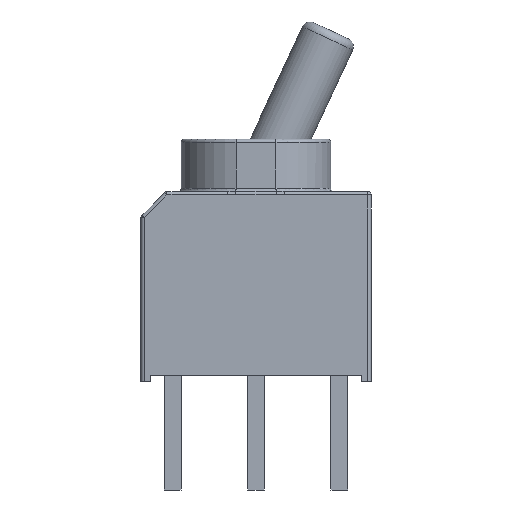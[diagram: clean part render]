
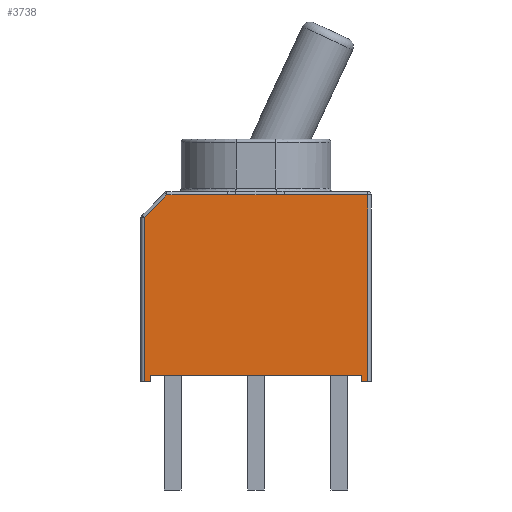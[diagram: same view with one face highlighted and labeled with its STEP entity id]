
A CAD part, left-side view. The second image highlights one B-rep face of the part: STEP entity #3738.
In plain terms, the highlighted planar face has unit normal (-1, 0, 0).
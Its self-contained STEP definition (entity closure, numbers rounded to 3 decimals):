
#1231 = VERTEX_POINT('',#1232);
#1232 = CARTESIAN_POINT('',(-2.25,-3.205,0.3));
#1238 = EDGE_CURVE('',#1231,#1239,#1241,.T.);
#1239 = VERTEX_POINT('',#1240);
#1240 = CARTESIAN_POINT('',(-2.25,3.205,0.3));
#1241 = LINE('',#1242,#1243);
#1242 = CARTESIAN_POINT('',(-2.25,-3.205,0.3));
#1243 = VECTOR('',#1244,1.);
#1244 = DIRECTION('',(0.,1.,0.));
#3644 = EDGE_CURVE('',#3645,#3647,#3649,.T.);
#3645 = VERTEX_POINT('',#3646);
#3646 = CARTESIAN_POINT('',(-2.25,3.405,0.1));
#3647 = VERTEX_POINT('',#3648);
#3648 = CARTESIAN_POINT('',(-2.25,3.205,0.1));
#3649 = LINE('',#3650,#3651);
#3650 = CARTESIAN_POINT('',(-2.25,-3.505,0.1));
#3651 = VECTOR('',#3652,1.);
#3652 = DIRECTION('',(0.,-1.,0.));
#3704 = VERTEX_POINT('',#3705);
#3705 = CARTESIAN_POINT('',(-2.25,-3.405,0.1));
#3712 = EDGE_CURVE('',#3713,#3704,#3715,.T.);
#3713 = VERTEX_POINT('',#3714);
#3714 = CARTESIAN_POINT('',(-2.25,-3.205,0.1));
#3715 = LINE('',#3716,#3717);
#3716 = CARTESIAN_POINT('',(-2.25,-3.505,0.1));
#3717 = VECTOR('',#3718,1.);
#3718 = DIRECTION('',(0.,-1.,0.));
#3738 = ADVANCED_FACE('',(#3739),#3820,.F.);
#3739 = FACE_BOUND('',#3740,.T.);
#3740 = EDGE_LOOP('',(#3741,#3742,#3750,#3758,#3767,#3775,#3784,#3792,
    #3800,#3806,#3807,#3813,#3814));
#3741 = ORIENTED_EDGE('',*,*,#3712,.T.);
#3742 = ORIENTED_EDGE('',*,*,#3743,.T.);
#3743 = EDGE_CURVE('',#3704,#3744,#3746,.T.);
#3744 = VERTEX_POINT('',#3745);
#3745 = CARTESIAN_POINT('',(-2.25,-3.405,5.79));
#3746 = LINE('',#3747,#3748);
#3747 = CARTESIAN_POINT('',(-2.25,-3.405,5.89));
#3748 = VECTOR('',#3749,1.);
#3749 = DIRECTION('',(0.,0.,1.));
#3750 = ORIENTED_EDGE('',*,*,#3751,.T.);
#3751 = EDGE_CURVE('',#3744,#3752,#3754,.T.);
#3752 = VERTEX_POINT('',#3753);
#3753 = CARTESIAN_POINT('',(-2.25,-0.86,5.79));
#3754 = LINE('',#3755,#3756);
#3755 = CARTESIAN_POINT('',(-2.25,2.755,5.79));
#3756 = VECTOR('',#3757,1.);
#3757 = DIRECTION('',(0.,1.,0.));
#3758 = ORIENTED_EDGE('',*,*,#3759,.T.);
#3759 = EDGE_CURVE('',#3752,#3760,#3762,.T.);
#3760 = VERTEX_POINT('',#3761);
#3761 = CARTESIAN_POINT('',(-2.25,-0.612,5.802));
#3762 = B_SPLINE_CURVE_WITH_KNOTS('',3,(#3763,#3764,#3765,#3766),
  .UNSPECIFIED.,.F.,.F.,(4,4),(0.,0.),
  .PIECEWISE_BEZIER_KNOTS.);
#3763 = CARTESIAN_POINT('',(-2.25,-0.86,5.79));
#3764 = CARTESIAN_POINT('',(-2.25,-0.777,5.79));
#3765 = CARTESIAN_POINT('',(-2.25,-0.695,5.795));
#3766 = CARTESIAN_POINT('',(-2.25,-0.612,5.802));
#3767 = ORIENTED_EDGE('',*,*,#3768,.T.);
#3768 = EDGE_CURVE('',#3760,#3769,#3771,.T.);
#3769 = VERTEX_POINT('',#3770);
#3770 = CARTESIAN_POINT('',(-2.25,0.612,5.802));
#3771 = LINE('',#3772,#3773);
#3772 = CARTESIAN_POINT('',(-2.25,-3.505,5.802));
#3773 = VECTOR('',#3774,1.);
#3774 = DIRECTION('',(0.,1.,0.));
#3775 = ORIENTED_EDGE('',*,*,#3776,.T.);
#3776 = EDGE_CURVE('',#3769,#3777,#3779,.T.);
#3777 = VERTEX_POINT('',#3778);
#3778 = CARTESIAN_POINT('',(-2.25,0.86,5.79));
#3779 = B_SPLINE_CURVE_WITH_KNOTS('',3,(#3780,#3781,#3782,#3783),
  .UNSPECIFIED.,.F.,.F.,(4,4),(0.,0.),
  .PIECEWISE_BEZIER_KNOTS.);
#3780 = CARTESIAN_POINT('',(-2.25,0.612,5.802));
#3781 = CARTESIAN_POINT('',(-2.25,0.695,5.795));
#3782 = CARTESIAN_POINT('',(-2.25,0.777,5.79));
#3783 = CARTESIAN_POINT('',(-2.25,0.86,5.79));
#3784 = ORIENTED_EDGE('',*,*,#3785,.T.);
#3785 = EDGE_CURVE('',#3777,#3786,#3788,.T.);
#3786 = VERTEX_POINT('',#3787);
#3787 = CARTESIAN_POINT('',(-2.25,2.714,5.79));
#3788 = LINE('',#3789,#3790);
#3789 = CARTESIAN_POINT('',(-2.25,2.755,5.79));
#3790 = VECTOR('',#3791,1.);
#3791 = DIRECTION('',(0.,1.,0.));
#3792 = ORIENTED_EDGE('',*,*,#3793,.T.);
#3793 = EDGE_CURVE('',#3786,#3794,#3796,.T.);
#3794 = VERTEX_POINT('',#3795);
#3795 = CARTESIAN_POINT('',(-2.25,3.405,5.099));
#3796 = LINE('',#3797,#3798);
#3797 = CARTESIAN_POINT('',(-2.25,3.434,5.069));
#3798 = VECTOR('',#3799,1.);
#3799 = DIRECTION('',(0.,0.707,
    -0.707));
#3800 = ORIENTED_EDGE('',*,*,#3801,.T.);
#3801 = EDGE_CURVE('',#3794,#3645,#3802,.T.);
#3802 = LINE('',#3803,#3804);
#3803 = CARTESIAN_POINT('',(-2.25,3.405,5.89));
#3804 = VECTOR('',#3805,1.);
#3805 = DIRECTION('',(0.,0.,-1.));
#3806 = ORIENTED_EDGE('',*,*,#3644,.T.);
#3807 = ORIENTED_EDGE('',*,*,#3808,.F.);
#3808 = EDGE_CURVE('',#1239,#3647,#3809,.T.);
#3809 = LINE('',#3810,#3811);
#3810 = CARTESIAN_POINT('',(-2.25,3.205,0.3));
#3811 = VECTOR('',#3812,1.);
#3812 = DIRECTION('',(0.,0.,-1.));
#3813 = ORIENTED_EDGE('',*,*,#1238,.F.);
#3814 = ORIENTED_EDGE('',*,*,#3815,.T.);
#3815 = EDGE_CURVE('',#1231,#3713,#3816,.T.);
#3816 = LINE('',#3817,#3818);
#3817 = CARTESIAN_POINT('',(-2.25,-3.205,0.3));
#3818 = VECTOR('',#3819,1.);
#3819 = DIRECTION('',(0.,0.,-1.));
#3820 = PLANE('',#3821);
#3821 = AXIS2_PLACEMENT_3D('',#3822,#3823,#3824);
#3822 = CARTESIAN_POINT('',(-2.25,-3.505,5.89));
#3823 = DIRECTION('',(1.,0.,0.));
#3824 = DIRECTION('',(0.,1.,0.));
